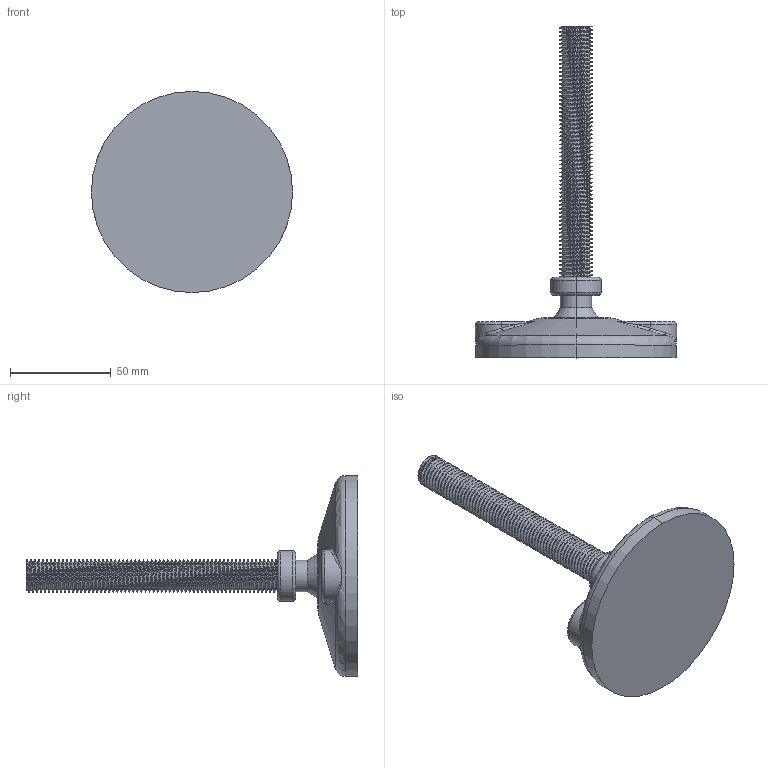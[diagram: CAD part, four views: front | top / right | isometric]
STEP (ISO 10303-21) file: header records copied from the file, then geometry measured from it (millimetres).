
FILE_DESCRIPTION (( 'STEP AP203' ), '1' );
FILE_NAME ('084.402.008.STEP', '2018-03-16T13:27:22', ( '' ), ( '' ), 'SwSTEP 2.0', 'SolidWorks 2016', '' );
FILE_SCHEMA (( 'CONFIG_CONTROL_DESIGN' ));
Length unit declared in the file: millimetre
Products named in the file (1): 084.402.008
Bounding box: 100 x 165 x 100 mm (x, y, z)
Volume: 149410.2 mm3; surface area: 30580.2 mm2
Topology: 1 solids, 1 shells, 188 faces, 514 edges, 331 vertices
Faces by surface type: cylinder 138, bspline 20, plane 14, torus 12, cone 4
Entity records: 15818 total; most frequent: CARTESIAN_POINT 11851, ORIENTED_EDGE 1028, DIRECTION 627, EDGE_CURVE 514, VERTEX_POINT 331, AXIS2_PLACEMENT_3D 238, EDGE_LOOP 191, ADVANCED_FACE 188
